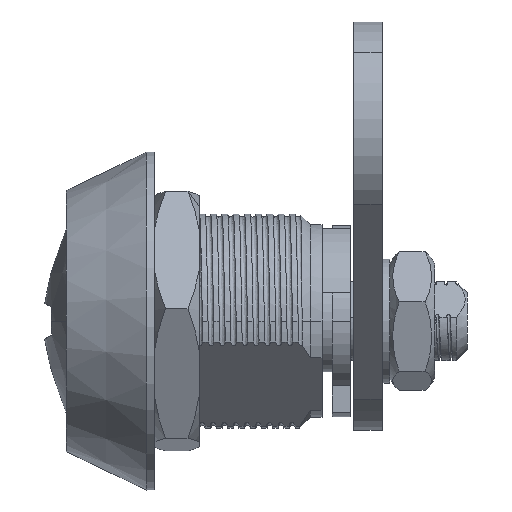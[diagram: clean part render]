
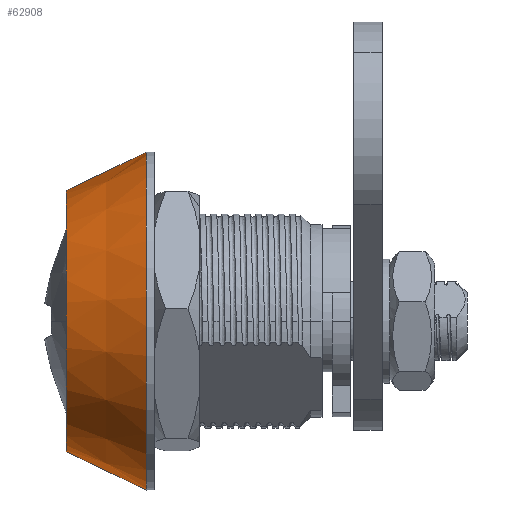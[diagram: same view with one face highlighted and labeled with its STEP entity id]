
A CAD part, front view. The second image highlights one B-rep face of the part: STEP entity #62908.
In plain terms, the highlighted conical face has half-angle 25.615 degrees and reference radius 11.596 mm.
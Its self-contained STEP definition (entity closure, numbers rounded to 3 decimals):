
#45895 = FACE_OUTER_BOUND ( 'NONE', #58034, .T. ) ;
#45902 = DIRECTION ( 'NONE',  ( 0., 0.032, -0.999 ) ) ;
#45904 = CARTESIAN_POINT ( 'NONE',  ( -10.042, -2.154, 0. ) ) ;
#45923 = DIRECTION ( 'NONE',  ( 1., 0., 0. ) ) ;
#53073 = EDGE_CURVE ( 'NONE', #59818, #59518, #118975, .T. ) ;
#53186 = EDGE_CURVE ( 'NONE', #59695, #59752, #122925, .T. ) ;
#58034 = EDGE_LOOP ( 'NONE', ( #61167, #61155, #61203, #60999 ) ) ;
#59518 = VERTEX_POINT ( 'NONE', #132344 ) ;
#59695 = VERTEX_POINT ( 'NONE', #132502 ) ;
#59752 = VERTEX_POINT ( 'NONE', #132484 ) ;
#59818 = VERTEX_POINT ( 'NONE', #132414 ) ;
#60999 = ORIENTED_EDGE ( 'NONE', *, *, #61834, .T. ) ;
#61155 = ORIENTED_EDGE ( 'NONE', *, *, #61922, .F. ) ;
#61167 = ORIENTED_EDGE ( 'NONE', *, *, #53186, .F. ) ;
#61203 = ORIENTED_EDGE ( 'NONE', *, *, #53073, .T. ) ;
#61834 = EDGE_CURVE ( 'NONE', #59518, #59752, #102731, .T. ) ;
#61922 = EDGE_CURVE ( 'NONE', #59818, #59695, #102761, .T. ) ;
#62908 = ADVANCED_FACE ( 'NONE', ( #45895 ), #102970, .T. ) ;
#102608 = VECTOR ( 'NONE', #122806, 1000. ) ;
#102625 = VECTOR ( 'NONE', #119153, 1000. ) ;
#102731 = CIRCLE ( 'NONE', #102742, 15. ) ;
#102742 = AXIS2_PLACEMENT_3D ( 'NONE', #138858, #138868, #138870 ) ;
#102761 = CIRCLE ( 'NONE', #102768, 11.596 ) ;
#102768 = AXIS2_PLACEMENT_3D ( 'NONE', #139221, #139359, #139329 ) ;
#102957 = AXIS2_PLACEMENT_3D ( 'NONE', #45904, #45923, #45902 ) ;
#102970 = CONICAL_SURFACE ( 'NONE', #102957, 11.596, 0.447 ) ;
#118975 = LINE ( 'NONE', #119025, #102625 ) ;
#119025 = CARTESIAN_POINT ( 'NONE',  ( -10.042, -1.779, -11.59 ) ) ;
#119153 = DIRECTION ( 'NONE',  ( 0.902, 0.014, -0.432 ) ) ;
#122806 = DIRECTION ( 'NONE',  ( 0.902, -0.014, 0.432 ) ) ;
#122890 = CARTESIAN_POINT ( 'NONE',  ( -10.042, -2.529, 11.59 ) ) ;
#122925 = LINE ( 'NONE', #122890, #102608 ) ;
#132344 = CARTESIAN_POINT ( 'NONE',  ( -2.942, -1.669, -14.992 ) ) ;
#132414 = CARTESIAN_POINT ( 'NONE',  ( -10.042, -1.779, -11.59 ) ) ;
#132484 = CARTESIAN_POINT ( 'NONE',  ( -2.942, -2.639, 14.992 ) ) ;
#132502 = CARTESIAN_POINT ( 'NONE',  ( -10.042, -2.529, 11.59 ) ) ;
#138858 = CARTESIAN_POINT ( 'NONE',  ( -2.942, -2.154, 0. ) ) ;
#138868 = DIRECTION ( 'NONE',  ( -1., 0., 0. ) ) ;
#138870 = DIRECTION ( 'NONE',  ( 0., -0.032, 0.999 ) ) ;
#139221 = CARTESIAN_POINT ( 'NONE',  ( -10.042, -2.154, 0. ) ) ;
#139329 = DIRECTION ( 'NONE',  ( 0., -0.032, 0.999 ) ) ;
#139359 = DIRECTION ( 'NONE',  ( -1., 0., 0. ) ) ;
